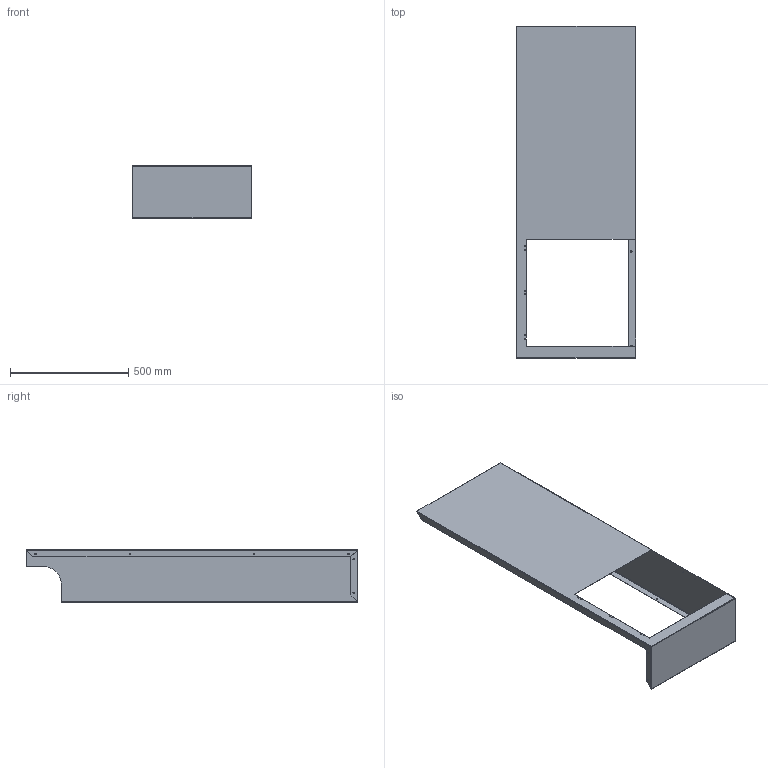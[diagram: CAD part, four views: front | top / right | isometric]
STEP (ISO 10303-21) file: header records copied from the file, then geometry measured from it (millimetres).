
FILE_DESCRIPTION (( 'STEP AP203' ), '1' );
FILE_NAME ('body.STEP', '2017-05-26T16:44:13', ( '' ), ( '' ), 'SwSTEP 2.0', 'SolidWorks 2016', '' );
FILE_SCHEMA (( 'CONFIG_CONTROL_DESIGN' ));
Length unit declared in the file: millimetre
Products named in the file (1): body
Bounding box: 503.87 x 1401.94 x 221.94 mm (x, y, z)
Volume: 1183897.1 mm3; surface area: 1981473.4 mm2
Topology: 1 solids, 1 shells, 104 faces, 258 edges, 154 vertices
Faces by surface type: cylinder 55, plane 42, bspline 7
Entity records: 3571 total; most frequent: CARTESIAN_POINT 930, DIRECTION 536, ORIENTED_EDGE 516, EDGE_CURVE 258, AXIS2_PLACEMENT_3D 194, VERTEX_POINT 154, VECTOR 148, LINE 148
